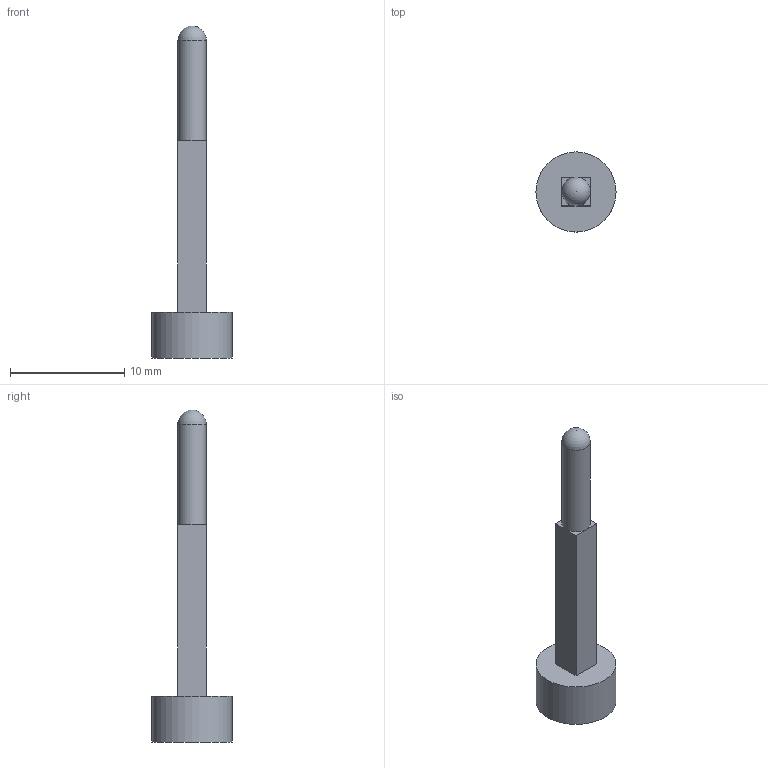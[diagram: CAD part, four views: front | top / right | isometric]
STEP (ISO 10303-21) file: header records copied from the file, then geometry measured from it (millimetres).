
FILE_DESCRIPTION((''),'2;1');
FILE_NAME('boltV5.stp','2013-10-07T13:57:55',('120pa'),(''),'Autodesk Inventor 2013','Autodesk Inventor 2013','');
FILE_SCHEMA(('AUTOMOTIVE_DESIGN { 1 0 10303 214 1 1 1 1 }'));
Length unit declared in the file: millimetre
Products named in the file (1): boltV5
Bounding box: 7 x 7 x 29 mm (x, y, z)
Volume: 294.7 mm3; surface area: 388.6 mm2
Topology: 1 solids, 1 shells, 13 faces, 28 edges, 17 vertices
Faces by surface type: plane 10, cylinder 2, sphere 1
Full cylindrical faces by diameter (mm): 2.5 x1, 7 x1
Entity records: 342 total; most frequent: DIRECTION 58, CARTESIAN_POINT 52, ORIENTED_EDGE 46, EDGE_CURVE 23, AXIS2_PLACEMENT_3D 21, VECTOR 16, LINE 16, EDGE_LOOP 16
